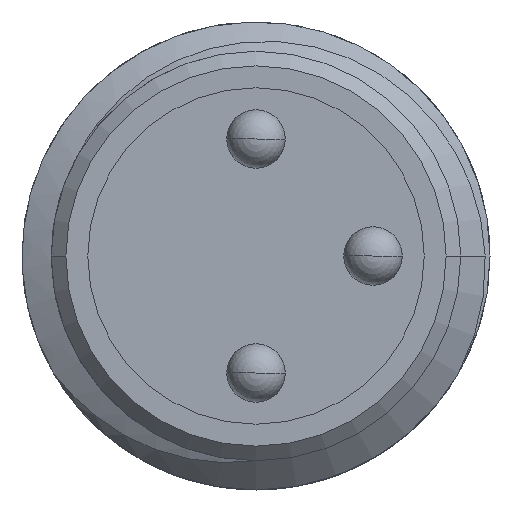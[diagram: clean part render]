
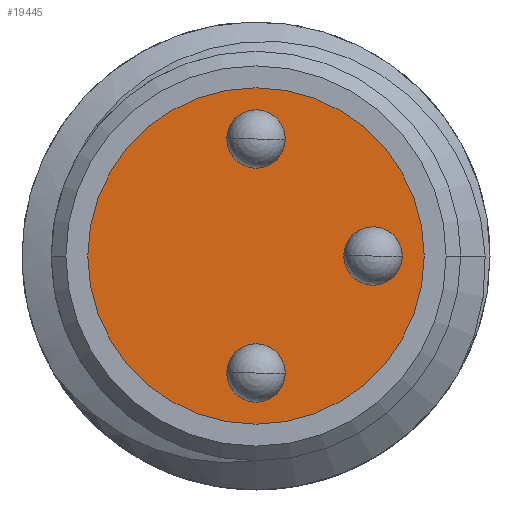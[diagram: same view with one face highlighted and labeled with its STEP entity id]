
A CAD part, front view. The second image highlights one B-rep face of the part: STEP entity #19445.
In plain terms, the highlighted planar face has unit normal (0, -1, 0).
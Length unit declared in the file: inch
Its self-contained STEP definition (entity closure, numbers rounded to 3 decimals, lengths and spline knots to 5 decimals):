
#9148=CARTESIAN_POINT('',(0.,-1.55512,0.));
#9149=DIRECTION('',(0.,-1.,0.));
#9150=DIRECTION('',(1.,0.,0.));
#9151=AXIS2_PLACEMENT_3D('',#9148,#9149,#9150);
#9153=CARTESIAN_POINT('',(0.,-1.55512,0.));
#9154=DIRECTION('',(0.,-1.,0.));
#9155=DIRECTION('',(-1.,0.,0.));
#9156=AXIS2_PLACEMENT_3D('',#9153,#9154,#9155);
#9158=CARTESIAN_POINT('',(0.07874,-1.55512,0.));
#9159=DIRECTION('',(0.,-1.,0.));
#9160=DIRECTION('',(1.,0.,0.));
#9161=AXIS2_PLACEMENT_3D('',#9158,#9159,#9160);
#9163=CARTESIAN_POINT('',(0.07874,-1.55512,0.));
#9164=DIRECTION('',(0.,-1.,0.));
#9165=DIRECTION('',(-1.,0.,0.));
#9166=AXIS2_PLACEMENT_3D('',#9163,#9164,#9165);
#9168=CARTESIAN_POINT('',(0.,-1.55512,0.07874));
#9169=DIRECTION('',(0.,-1.,0.));
#9170=DIRECTION('',(1.,0.,0.));
#9171=AXIS2_PLACEMENT_3D('',#9168,#9169,#9170);
#9173=CARTESIAN_POINT('',(0.,-1.55512,0.07874));
#9174=DIRECTION('',(0.,-1.,0.));
#9175=DIRECTION('',(-1.,0.,0.));
#9176=AXIS2_PLACEMENT_3D('',#9173,#9174,#9175);
#9178=CARTESIAN_POINT('',(0.,-1.55512,-0.07874));
#9179=DIRECTION('',(0.,-1.,0.));
#9180=DIRECTION('',(1.,0.,0.));
#9181=AXIS2_PLACEMENT_3D('',#9178,#9179,#9180);
#9183=CARTESIAN_POINT('',(0.,-1.55512,-0.07874));
#9184=DIRECTION('',(0.,-1.,0.));
#9185=DIRECTION('',(-1.,0.,0.));
#9186=AXIS2_PLACEMENT_3D('',#9183,#9184,#9185);
#9671=CARTESIAN_POINT('',(0.11319,-1.55512,0.));
#9672=CARTESIAN_POINT('',(-0.11319,-1.55512,0.));
#9673=VERTEX_POINT('',#9671);
#9674=VERTEX_POINT('',#9672);
#9679=CARTESIAN_POINT('',(0.09843,-1.55512,0.));
#9680=CARTESIAN_POINT('',(0.05906,-1.55512,0.));
#9681=VERTEX_POINT('',#9679);
#9682=VERTEX_POINT('',#9680);
#9683=CARTESIAN_POINT('',(0.01969,-1.55512,
0.07874));
#9684=CARTESIAN_POINT('',(-0.01969,-1.55512,
0.07874));
#9685=VERTEX_POINT('',#9683);
#9686=VERTEX_POINT('',#9684);
#9687=CARTESIAN_POINT('',(0.01969,-1.55512,
-0.07874));
#9688=CARTESIAN_POINT('',(-0.01969,-1.55512,
-0.07874));
#9689=VERTEX_POINT('',#9687);
#9690=VERTEX_POINT('',#9688);
#19418=CARTESIAN_POINT('',(0.,-1.55512,0.));
#19419=DIRECTION('',(0.,-1.,0.));
#19420=DIRECTION('',(1.,0.,0.));
#19421=AXIS2_PLACEMENT_3D('',#19418,#19419,#19420);
#19422=PLANE('',#19421);
#19423=ORIENTED_EDGE('',*,*,#19398,.F.);
#19424=ORIENTED_EDGE('',*,*,#19412,.F.);
#19425=EDGE_LOOP('',(#19423,#19424));
#19426=FACE_OUTER_BOUND('',#19425,.F.);
#19428=ORIENTED_EDGE('',*,*,#19427,.T.);
#19430=ORIENTED_EDGE('',*,*,#19429,.T.);
#19431=EDGE_LOOP('',(#19428,#19430));
#19432=FACE_BOUND('',#19431,.F.);
#19434=ORIENTED_EDGE('',*,*,#19433,.T.);
#19436=ORIENTED_EDGE('',*,*,#19435,.T.);
#19437=EDGE_LOOP('',(#19434,#19436));
#19438=FACE_BOUND('',#19437,.F.);
#19440=ORIENTED_EDGE('',*,*,#19439,.T.);
#19442=ORIENTED_EDGE('',*,*,#19441,.T.);
#19443=EDGE_LOOP('',(#19440,#19442));
#19444=FACE_BOUND('',#19443,.F.);
#19445=ADVANCED_FACE('',(#19426,#19432,#19438,#19444),#19422,.T.);
#9152=CIRCLE('',#9151,0.11319);
#9157=CIRCLE('',#9156,0.11319);
#9162=CIRCLE('',#9161,0.01969);
#9167=CIRCLE('',#9166,0.01969);
#9172=CIRCLE('',#9171,0.01969);
#9177=CIRCLE('',#9176,0.01969);
#9182=CIRCLE('',#9181,0.01969);
#9187=CIRCLE('',#9186,0.01969);
#19398=EDGE_CURVE('',#9673,#9674,#9152,.T.);
#19412=EDGE_CURVE('',#9674,#9673,#9157,.T.);
#19427=EDGE_CURVE('',#9681,#9682,#9162,.T.);
#19429=EDGE_CURVE('',#9682,#9681,#9167,.T.);
#19433=EDGE_CURVE('',#9685,#9686,#9172,.T.);
#19435=EDGE_CURVE('',#9686,#9685,#9177,.T.);
#19439=EDGE_CURVE('',#9689,#9690,#9182,.T.);
#19441=EDGE_CURVE('',#9690,#9689,#9187,.T.);
